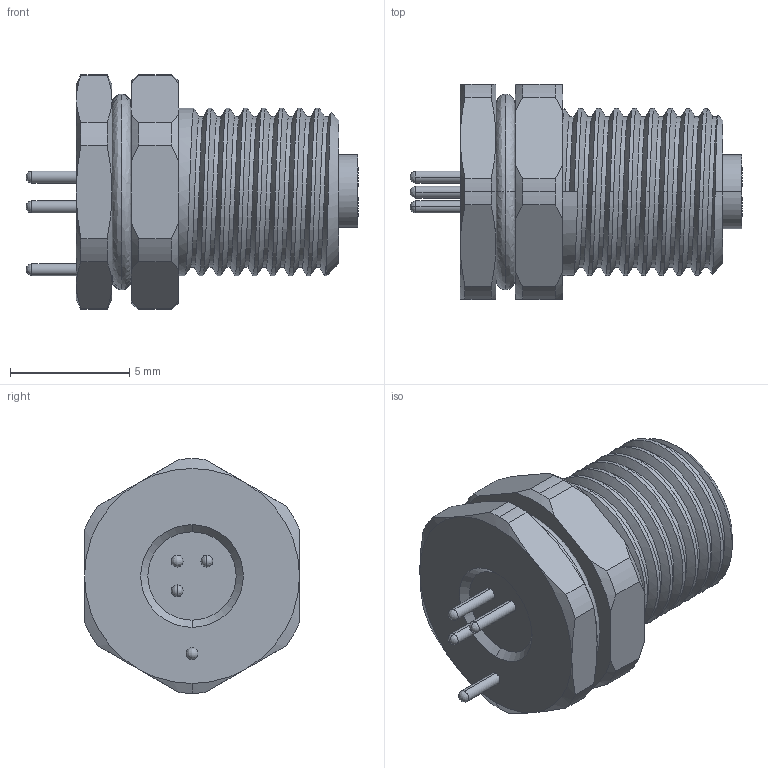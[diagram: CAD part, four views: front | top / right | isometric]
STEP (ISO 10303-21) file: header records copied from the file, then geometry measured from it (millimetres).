
FILE_DESCRIPTION (( 'STEP AP203' ), '1' );
FILE_NAME ('P17(3pin).STEP', '2020-03-30T05:50:08', ( 'edpusr' ), ( 'Microsoft' ), 'SwSTEP 2.0', 'SolidWorks 2015', '' );
FILE_SCHEMA (( 'CONFIG_CONTROL_DESIGN' ));
Length unit declared in the file: millimetre
Products named in the file (1): P17(3pin)
Bounding box: 13.9 x 9 x 9.82 mm (x, y, z)
Volume: 457.3 mm3; surface area: 724 mm2
Topology: 1 solids, 1 shells, 154 faces, 402 edges, 251 vertices
Faces by surface type: cylinder 66, cone 40, plane 30, bspline 18
Entity records: 7612 total; most frequent: CARTESIAN_POINT 4112, ORIENTED_EDGE 780, DIRECTION 663, EDGE_CURVE 390, AXIS2_PLACEMENT_3D 267, VERTEX_POINT 251, EDGE_LOOP 167, ADVANCED_FACE 154
